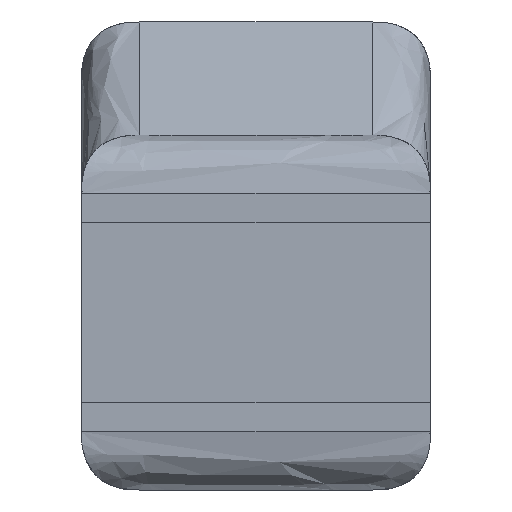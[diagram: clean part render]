
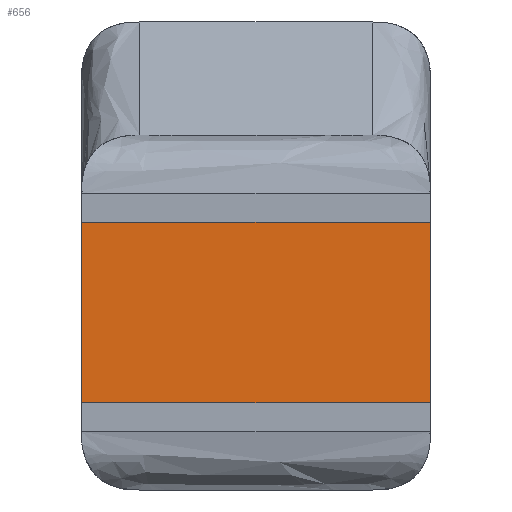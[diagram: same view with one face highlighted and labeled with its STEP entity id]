
A CAD part, left-side view. The second image highlights one B-rep face of the part: STEP entity #656.
In plain terms, the highlighted planar face has unit normal (-1, 0, 0).
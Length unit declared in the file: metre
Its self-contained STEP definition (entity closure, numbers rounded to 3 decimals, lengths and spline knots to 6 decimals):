
#153=ORIENTED_EDGE('',*,*,#359,.F.);
#154=ORIENTED_EDGE('',*,*,#345,.F.);
#155=ORIENTED_EDGE('',*,*,#360,.T.);
#156=ORIENTED_EDGE('',*,*,#354,.T.);
#345=EDGE_CURVE('',#448,#446,#495,.T.);
#354=EDGE_CURVE('',#458,#457,#497,.T.);
#359=EDGE_CURVE('',#446,#457,#500,.T.);
#360=EDGE_CURVE('',#448,#458,#501,.T.);
#446=VERTEX_POINT('',#918);
#448=VERTEX_POINT('',#922);
#457=VERTEX_POINT('',#955);
#458=VERTEX_POINT('',#957);
#495=LINE('',#923,#516);
#497=LINE('',#956,#518);
#500=LINE('',#966,#521);
#501=LINE('',#967,#522);
#516=VECTOR('',#772,1.);
#518=VECTOR('',#786,1.);
#521=VECTOR('',#795,1.);
#522=VECTOR('',#796,1.);
#544=EDGE_LOOP('',(#153,#154,#155,#156));
#593=FACE_BOUND('',#544,.T.);
#638=PLANE('',#722);
#656=ADVANCED_FACE('',(#593),#638,.T.);
#722=AXIS2_PLACEMENT_3D('',#965,#793,#794);
#772=DIRECTION('',(0.,1.,0.));
#786=DIRECTION('',(0.,1.,0.));
#793=DIRECTION('',(-1.,0.,0.));
#794=DIRECTION('',(0.,0.,1.));
#795=DIRECTION('',(0.,0.,1.));
#796=DIRECTION('',(0.,0.,1.));
#918=CARTESIAN_POINT('',(0.0071,0.,-0.0031));
#922=CARTESIAN_POINT('',(0.0071,-0.012,-0.0031));
#923=CARTESIAN_POINT('',(0.0071,-0.012,-0.0031));
#955=CARTESIAN_POINT('',(0.0071,0.,0.0031));
#956=CARTESIAN_POINT('',(0.0071,-0.012,0.0031));
#957=CARTESIAN_POINT('',(0.0071,-0.012,0.0031));
#965=CARTESIAN_POINT('',(0.0071,-0.012,0.00155));
#966=CARTESIAN_POINT('',(0.0071,0.,0.00155));
#967=CARTESIAN_POINT('',(0.0071,-0.012,0.00155));
